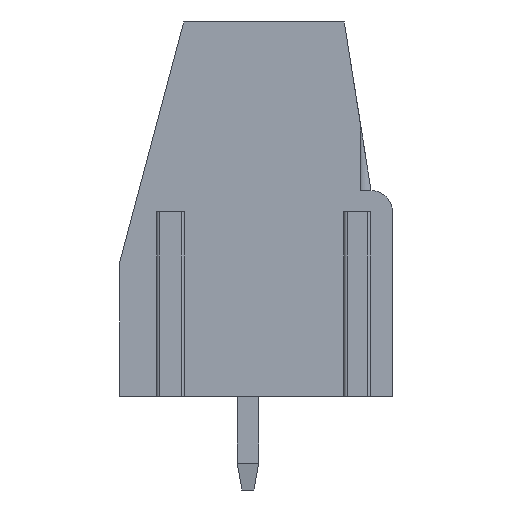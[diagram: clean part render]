
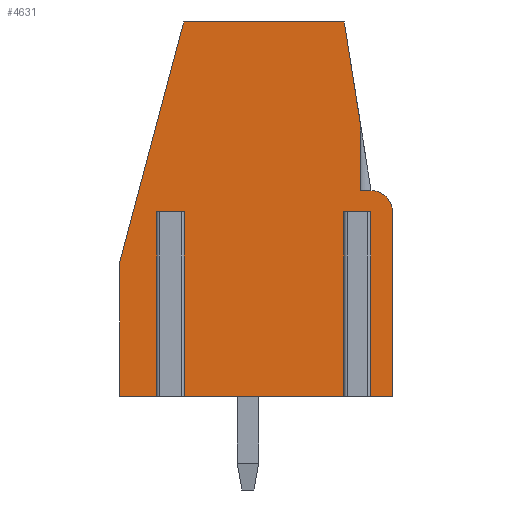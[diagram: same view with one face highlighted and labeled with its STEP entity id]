
A CAD part, front view. The second image highlights one B-rep face of the part: STEP entity #4631.
In plain terms, the highlighted planar face has unit normal (0, -1, 0).
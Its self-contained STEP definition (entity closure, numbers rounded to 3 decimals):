
#68=LINE('',#6102,#407);
#77=LINE('',#6128,#416);
#79=LINE('',#6132,#418);
#81=LINE('',#6137,#420);
#97=LINE('',#6204,#436);
#99=LINE('',#6208,#438);
#123=LINE('',#6277,#462);
#124=LINE('',#6284,#463);
#175=LINE('',#6392,#514);
#196=LINE('',#6438,#535);
#211=LINE('',#6470,#550);
#221=LINE('',#6490,#560);
#222=LINE('',#6492,#561);
#223=LINE('',#6494,#562);
#224=LINE('',#6495,#563);
#225=LINE('',#6496,#564);
#407=VECTOR('',#5103,1000.);
#416=VECTOR('',#5128,1000.);
#418=VECTOR('',#5132,1000.);
#420=VECTOR('',#5136,1000.);
#436=VECTOR('',#5208,1000.);
#438=VECTOR('',#5212,1000.);
#462=VECTOR('',#5284,1000.);
#463=VECTOR('',#5291,1000.);
#514=VECTOR('',#5386,1000.);
#535=VECTOR('',#5427,1000.);
#550=VECTOR('',#5450,1000.);
#560=VECTOR('',#5470,1000.);
#561=VECTOR('',#5473,1000.);
#562=VECTOR('',#5474,1000.);
#563=VECTOR('',#5475,1000.);
#564=VECTOR('',#5476,1000.);
#813=PLANE('',#4889);
#1256=ORIENTED_EDGE('',*,*,#1809,.F.);
#1257=ORIENTED_EDGE('',*,*,#1824,.T.);
#1258=ORIENTED_EDGE('',*,*,#1997,.T.);
#1259=ORIENTED_EDGE('',*,*,#1998,.T.);
#1260=ORIENTED_EDGE('',*,*,#1991,.T.);
#1261=ORIENTED_EDGE('',*,*,#1891,.T.);
#1262=ORIENTED_EDGE('',*,*,#1888,.F.);
#1263=ORIENTED_EDGE('',*,*,#1984,.T.);
#1264=ORIENTED_EDGE('',*,*,#1944,.T.);
#1265=ORIENTED_EDGE('',*,*,#1967,.T.);
#1266=ORIENTED_EDGE('',*,*,#1996,.T.);
#1267=ORIENTED_EDGE('',*,*,#1999,.T.);
#1268=ORIENTED_EDGE('',*,*,#1855,.F.);
#1269=ORIENTED_EDGE('',*,*,#1826,.F.);
#1270=ORIENTED_EDGE('',*,*,#1857,.T.);
#1271=ORIENTED_EDGE('',*,*,#2000,.T.);
#1272=ORIENTED_EDGE('',*,*,#1822,.F.);
#1809=EDGE_CURVE('',#2246,#2247,#68,.T.);
#1822=EDGE_CURVE('',#2247,#2255,#77,.T.);
#1824=EDGE_CURVE('',#2246,#2256,#79,.T.);
#1826=EDGE_CURVE('',#2258,#2259,#81,.T.);
#1855=EDGE_CURVE('',#2259,#2281,#97,.T.);
#1857=EDGE_CURVE('',#2258,#2282,#99,.T.);
#1888=EDGE_CURVE('',#2304,#2305,#123,.T.);
#1891=EDGE_CURVE('',#2307,#2305,#124,.T.);
#1944=EDGE_CURVE('',#2338,#2341,#175,.T.);
#1967=EDGE_CURVE('',#2341,#2356,#196,.T.);
#1984=EDGE_CURVE('',#2304,#2338,#211,.T.);
#1991=EDGE_CURVE('',#2370,#2307,#2561,.T.);
#1996=EDGE_CURVE('',#2356,#2374,#221,.T.);
#1997=EDGE_CURVE('',#2256,#2375,#222,.T.);
#1998=EDGE_CURVE('',#2375,#2370,#223,.T.);
#1999=EDGE_CURVE('',#2374,#2281,#224,.T.);
#2000=EDGE_CURVE('',#2282,#2255,#225,.T.);
#2246=VERTEX_POINT('',#6101);
#2247=VERTEX_POINT('',#6103);
#2255=VERTEX_POINT('',#6127);
#2256=VERTEX_POINT('',#6131);
#2258=VERTEX_POINT('',#6136);
#2259=VERTEX_POINT('',#6138);
#2281=VERTEX_POINT('',#6203);
#2282=VERTEX_POINT('',#6207);
#2304=VERTEX_POINT('',#6278);
#2305=VERTEX_POINT('',#6279);
#2307=VERTEX_POINT('',#6285);
#2338=VERTEX_POINT('',#6386);
#2341=VERTEX_POINT('',#6391);
#2356=VERTEX_POINT('',#6437);
#2370=VERTEX_POINT('',#6476);
#2374=VERTEX_POINT('',#6489);
#2375=VERTEX_POINT('',#6493);
#2561=CIRCLE('',#4887,0.8);
#2710=EDGE_LOOP('',(#1256,#1257,#1258,#1259,#1260,#1261,#1262,#1263,#1264,
#1265,#1266,#1267,#1268,#1269,#1270,#1271,#1272));
#2957=FACE_BOUND('',#2710,.T.);
#4631=ADVANCED_FACE('',(#2957),#813,.T.);
#4887=AXIS2_PLACEMENT_3D('',#6482,#5462,#5463);
#4889=AXIS2_PLACEMENT_3D('',#6491,#5471,#5472);
#5103=DIRECTION('',(-1.,0.,0.));
#5128=DIRECTION('',(0.,0.,-1.));
#5132=DIRECTION('',(0.,0.,-1.));
#5136=DIRECTION('',(-1.,0.,0.));
#5208=DIRECTION('',(0.,0.,-1.));
#5212=DIRECTION('',(0.,0.,-1.));
#5284=DIRECTION('',(0.,0.,-1.));
#5291=DIRECTION('',(-1.,0.,0.));
#5386=DIRECTION('',(-1.,0.,0.));
#5427=DIRECTION('',(-0.257,0.,-0.966));
#5450=DIRECTION('',(-0.156,0.,0.988));
#5462=DIRECTION('',(0.,-1.,0.));
#5463=DIRECTION('',(-1.,0.,0.));
#5470=DIRECTION('',(0.,0.,-1.));
#5471=DIRECTION('',(0.,-1.,0.));
#5472=DIRECTION('',(0.,0.,-1.));
#5473=DIRECTION('',(1.,0.,0.));
#5474=DIRECTION('',(0.,0.,1.));
#5475=DIRECTION('',(1.,0.,0.));
#5476=DIRECTION('',(1.,0.,0.));
#6101=CARTESIAN_POINT('',(-1.037,12.7,6.9));
#6102=CARTESIAN_POINT('',(-1.037,12.7,6.9));
#6103=CARTESIAN_POINT('',(-1.597,12.7,6.9));
#6127=CARTESIAN_POINT('',(-1.597,12.7,0.));
#6128=CARTESIAN_POINT('',(-1.597,12.7,6.9));
#6131=CARTESIAN_POINT('',(-1.037,12.7,0.));
#6132=CARTESIAN_POINT('',(-1.037,12.7,6.9));
#6136=CARTESIAN_POINT('',(-8.02,12.7,6.9));
#6137=CARTESIAN_POINT('',(-8.02,12.7,6.9));
#6138=CARTESIAN_POINT('',(-8.58,12.7,6.9));
#6203=CARTESIAN_POINT('',(-8.58,12.7,0.));
#6204=CARTESIAN_POINT('',(-8.58,12.7,6.9));
#6207=CARTESIAN_POINT('',(-8.02,12.7,0.));
#6208=CARTESIAN_POINT('',(-8.02,12.7,6.9));
#6277=CARTESIAN_POINT('',(-1.2,12.7,20.4));
#6278=CARTESIAN_POINT('',(-1.2,12.7,10.226));
#6279=CARTESIAN_POINT('',(-1.2,12.7,7.7));
#6284=CARTESIAN_POINT('',(-0.8,12.7,7.7));
#6285=CARTESIAN_POINT('',(-0.8,12.7,7.7));
#6386=CARTESIAN_POINT('',(-1.798,12.7,14.));
#6391=CARTESIAN_POINT('',(-7.805,12.7,14.));
#6392=CARTESIAN_POINT('',(-7.805,12.7,14.));
#6437=CARTESIAN_POINT('',(-10.2,12.7,5.));
#6438=CARTESIAN_POINT('',(-10.2,12.7,5.));
#6470=CARTESIAN_POINT('',(-1.798,12.7,14.));
#6476=CARTESIAN_POINT('',(0.,12.7,6.9));
#6482=CARTESIAN_POINT('',(-0.8,12.7,6.9));
#6489=CARTESIAN_POINT('',(-10.2,12.7,0.));
#6490=CARTESIAN_POINT('',(-10.2,12.7,5.));
#6491=CARTESIAN_POINT('',(-0.8,12.7,6.9));
#6492=CARTESIAN_POINT('',(-10.2,12.7,0.));
#6493=CARTESIAN_POINT('',(0.,12.7,0.));
#6494=CARTESIAN_POINT('',(0.,12.7,6.9));
#6495=CARTESIAN_POINT('',(-10.2,12.7,0.));
#6496=CARTESIAN_POINT('',(-10.2,12.7,0.));
